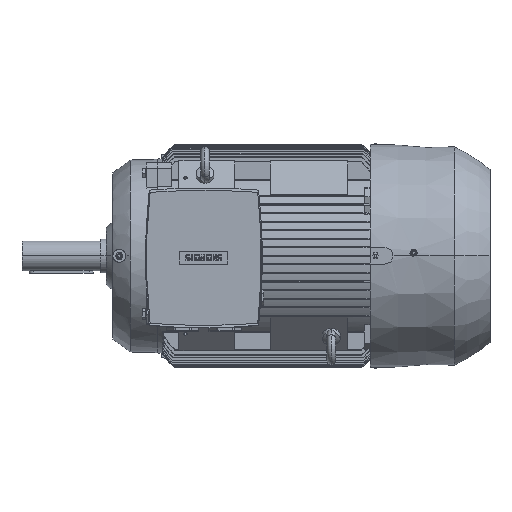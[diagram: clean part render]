
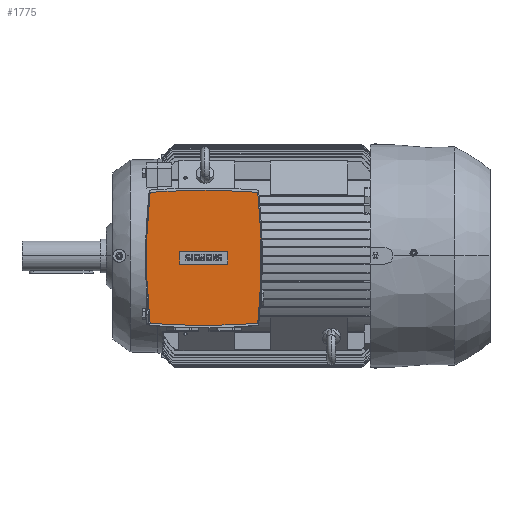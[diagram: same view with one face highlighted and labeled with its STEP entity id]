
A CAD part, top view. The second image highlights one B-rep face of the part: STEP entity #1775.
In plain terms, the highlighted planar face has unit normal (0, 0, 1).
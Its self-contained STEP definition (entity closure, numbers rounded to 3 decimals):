
#1775=ADVANCED_FACE('',(#4671,#4672),#4673,.T.);
#4671=FACE_BOUND('',#8737,.T.);
#4672=FACE_OUTER_BOUND('',#8738,.T.);
#4673=PLANE('',#8739);
#8737=EDGE_LOOP('',(#14213,#14214,#14215,#14216));
#8738=EDGE_LOOP('',(#14217,#14218,#14219,#14220,#14221,#14222));
#8739=AXIS2_PLACEMENT_3D('',#14223,#14224,#14225);
#14213=ORIENTED_EDGE('',*,*,#25765,.T.);
#14214=ORIENTED_EDGE('',*,*,#25762,.T.);
#14215=ORIENTED_EDGE('',*,*,#25759,.T.);
#14216=ORIENTED_EDGE('',*,*,#25756,.T.);
#14217=ORIENTED_EDGE('',*,*,#25889,.T.);
#14218=ORIENTED_EDGE('',*,*,#25890,.T.);
#14219=ORIENTED_EDGE('',*,*,#25366,.T.);
#14220=ORIENTED_EDGE('',*,*,#25891,.T.);
#14221=ORIENTED_EDGE('',*,*,#25359,.T.);
#14222=ORIENTED_EDGE('',*,*,#25892,.T.);
#14223=CARTESIAN_POINT('',(65.0,-3.0,265.0));
#14224=DIRECTION('',(0.0,0.0,1.0));
#14225=DIRECTION('',(0.0,-1.0,0.0));
#25359=EDGE_CURVE('',#30849,#30846,#30850,.T.);
#25366=EDGE_CURVE('',#30856,#30860,#30862,.T.);
#25756=EDGE_CURVE('',#31466,#31464,#31467,.T.);
#25759=EDGE_CURVE('',#31470,#31466,#31471,.T.);
#25762=EDGE_CURVE('',#31474,#31470,#31475,.T.);
#25765=EDGE_CURVE('',#31464,#31474,#31478,.T.);
#25889=EDGE_CURVE('',#31638,#31639,#31640,.T.);
#25890=EDGE_CURVE('',#31639,#30856,#31641,.T.);
#25891=EDGE_CURVE('',#30860,#30849,#31642,.T.);
#25892=EDGE_CURVE('',#30846,#31638,#31643,.T.);
#30846=VERTEX_POINT('',#40783);
#30849=VERTEX_POINT('',#40787);
#30850=CIRCLE('',#40788,1019.7);
#30856=VERTEX_POINT('',#40795);
#30860=VERTEX_POINT('',#40800);
#30862=CIRCLE('',#40803,1019.7);
#31464=VERTEX_POINT('',#41746);
#31466=VERTEX_POINT('',#41749);
#31467=LINE('',#41750,#41751);
#31470=VERTEX_POINT('',#41755);
#31471=LINE('',#41756,#41757);
#31474=VERTEX_POINT('',#41761);
#31475=LINE('',#41762,#41763);
#31478=LINE('',#41767,#41768);
#31638=VERTEX_POINT('',#42000);
#31639=VERTEX_POINT('',#42001);
#31640=CIRCLE('',#42002,836.0);
#31641=CIRCLE('',#42003,1019.7);
#31642=CIRCLE('',#42004,836.0);
#31643=CIRCLE('',#42005,1019.7);
#40783=CARTESIAN_POINT('',(65.,91.5,265.0));
#40787=CARTESIAN_POINT('',(140.455,88.704,265.0));
#40788=AXIS2_PLACEMENT_3D('',#59278,#59279,#59280);
#40795=CARTESIAN_POINT('',(65.,-97.5,265.0));
#40800=CARTESIAN_POINT('',(140.455,-94.704,265.0));
#40803=AXIS2_PLACEMENT_3D('',#59290,#59291,#59292);
#41746=CARTESIAN_POINT('',(98.75,-12.05,265.0));
#41749=CARTESIAN_POINT('',(98.75,6.05,265.0));
#41750=CARTESIAN_POINT('',(98.75,-3.0,265.0));
#41751=VECTOR('',#59651,1.0);
#41755=CARTESIAN_POINT('',(31.25,6.05,265.0));
#41756=CARTESIAN_POINT('',(65.0,6.05,265.0));
#41757=VECTOR('',#59653,1.0);
#41761=CARTESIAN_POINT('',(31.25,-12.05,265.0));
#41762=CARTESIAN_POINT('',(31.25,-3.0,265.0));
#41763=VECTOR('',#59655,1.0);
#41767=CARTESIAN_POINT('',(65.0,-12.05,265.0));
#41768=VECTOR('',#59657,1.0);
#42000=CARTESIAN_POINT('',(-10.455,88.704,265.0));
#42001=CARTESIAN_POINT('',(-10.455,-94.704,265.0));
#42002=AXIS2_PLACEMENT_3D('',#59751,#59752,#59753);
#42003=AXIS2_PLACEMENT_3D('',#59754,#59755,#59756);
#42004=AXIS2_PLACEMENT_3D('',#59757,#59758,#59759);
#42005=AXIS2_PLACEMENT_3D('',#59760,#59761,#59762);
#59278=CARTESIAN_POINT('',(65.0,-928.2,265.0));
#59279=DIRECTION('',(0.0,-0.0,1.0));
#59280=DIRECTION('',(0.0,1.0,0.0));
#59290=CARTESIAN_POINT('',(65.0,922.2,265.0));
#59291=DIRECTION('',(0.0,-0.0,1.0));
#59292=DIRECTION('',(0.0,1.0,0.0));
#59651=DIRECTION('',(0.0,-1.0,0.0));
#59653=DIRECTION('',(1.0,0.0,-0.0));
#59655=DIRECTION('',(0.0,1.0,0.0));
#59657=DIRECTION('',(-1.0,0.0,0.0));
#59751=CARTESIAN_POINT('',(820.5,-3.0,265.0));
#59752=DIRECTION('',(0.0,-0.0,1.0));
#59753=DIRECTION('',(0.0,1.0,0.0));
#59754=CARTESIAN_POINT('',(65.0,922.2,265.0));
#59755=DIRECTION('',(0.0,-0.0,1.0));
#59756=DIRECTION('',(0.0,1.0,0.0));
#59757=CARTESIAN_POINT('',(-690.5,-3.0,265.0));
#59758=DIRECTION('',(0.0,-0.0,1.0));
#59759=DIRECTION('',(0.0,1.0,0.0));
#59760=CARTESIAN_POINT('',(65.0,-928.2,265.0));
#59761=DIRECTION('',(0.0,-0.0,1.0));
#59762=DIRECTION('',(0.0,1.0,0.0));
